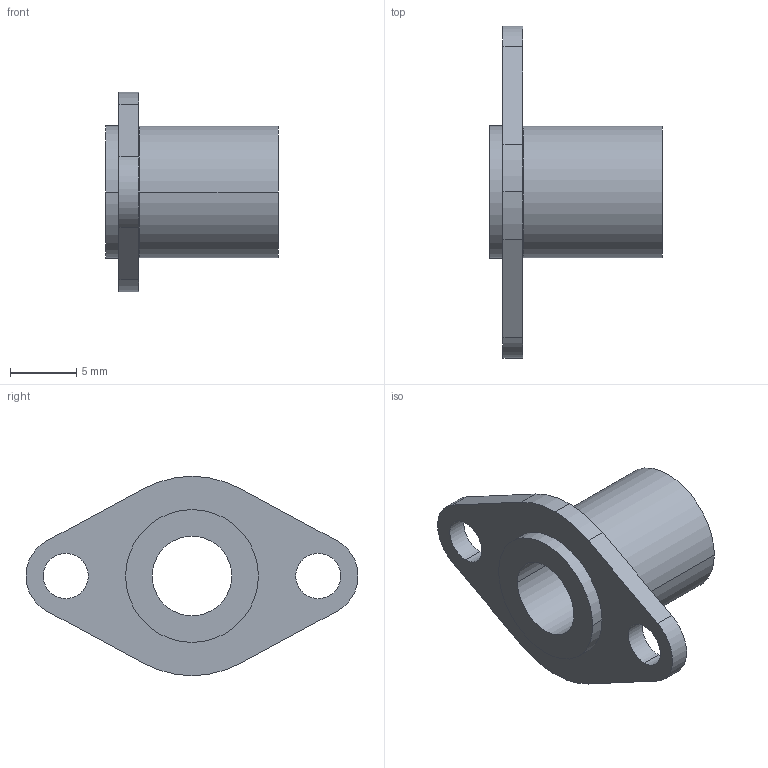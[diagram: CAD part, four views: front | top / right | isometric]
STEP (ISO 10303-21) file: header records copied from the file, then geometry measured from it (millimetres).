
FILE_DESCRIPTION(('STEP AP214'),'1');
FILE_NAME('HALDERN_EH_22400_0306.stp','2017-07-04T09:08:45',('TraceParts'),('TraceParts S.A.'),'Spatial InterOp 3D',' ',' ');
FILE_SCHEMA(('automotive_design'));
Length unit declared in the file: millimetre
Products named in the file (1): HALDERN_EH_22400_0306
Bounding box: 13 x 24.98 x 15 mm (x, y, z)
Volume: 710.1 mm3; surface area: 1166.9 mm2
Topology: 1 solids, 1 shells, 30 faces, 75 edges, 49 vertices
Faces by surface type: cylinder 18, plane 8, torus 2, cone 2
Entity records: 945 total; most frequent: DIRECTION 180, CARTESIAN_POINT 155, ORIENTED_EDGE 150, EDGE_CURVE 75, AXIS2_PLACEMENT_3D 74, VERTEX_POINT 49, CIRCLE 43, EDGE_LOOP 38
